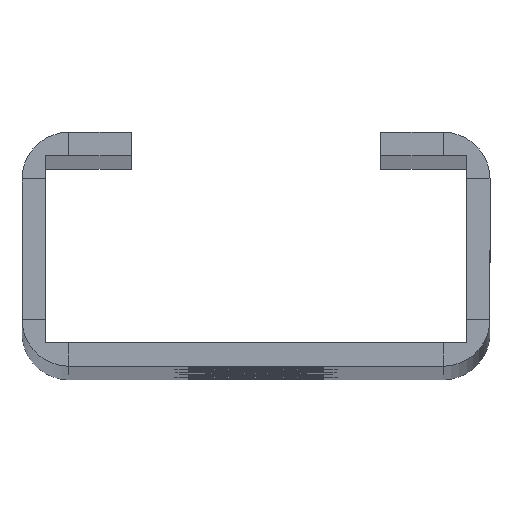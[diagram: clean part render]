
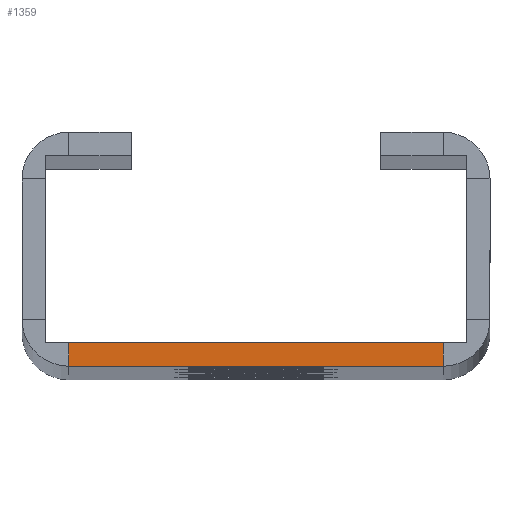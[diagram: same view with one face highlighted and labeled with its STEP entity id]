
A CAD part, top view. The second image highlights one B-rep face of the part: STEP entity #1359.
In plain terms, the highlighted planar face has unit normal (0, 0, 1).
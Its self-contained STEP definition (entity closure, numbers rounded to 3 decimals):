
#13 = DIRECTION ( 'NONE',  ( 0., 1., 0. ) ) ;
#40 = VECTOR ( 'NONE', #13, 1000. ) ;
#42 = FACE_OUTER_BOUND ( 'NONE', #1362, .T. ) ;
#257 = LINE ( 'NONE', #525, #3065 ) ;
#259 = EDGE_CURVE ( 'NONE', #3016, #386, #3025, .T. ) ;
#296 = EDGE_CURVE ( 'NONE', #1597, #3016, #257, .T. ) ;
#386 = VERTEX_POINT ( 'NONE', #2137 ) ;
#478 = CARTESIAN_POINT ( 'NONE',  ( -15., 0., 500. ) ) ;
#499 = VECTOR ( 'NONE', #3969, 1000. ) ;
#508 = CARTESIAN_POINT ( 'NONE',  ( -12., 1.5, 500. ) ) ;
#525 = CARTESIAN_POINT ( 'NONE',  ( -12., 1.5, 500. ) ) ;
#654 = DIRECTION ( 'NONE',  ( 0., 0., 1. ) ) ;
#918 = CARTESIAN_POINT ( 'NONE',  ( 12., 0., 500. ) ) ;
#967 = PLANE ( 'NONE',  #1952 ) ;
#987 = CARTESIAN_POINT ( 'NONE',  ( -12., 0., 500. ) ) ;
#1135 = ORIENTED_EDGE ( 'NONE', *, *, #296, .T. ) ;
#1359 = ADVANCED_FACE ( 'NONE', ( #42 ), #967, .T. ) ;
#1362 = EDGE_LOOP ( 'NONE', ( #1464, #3559, #1940, #1135 ) ) ;
#1464 = ORIENTED_EDGE ( 'NONE', *, *, #259, .T. ) ;
#1597 = VERTEX_POINT ( 'NONE', #508 ) ;
#1860 = LINE ( 'NONE', #3768, #4000 ) ;
#1914 = DIRECTION ( 'NONE',  ( 1., 0., 0. ) ) ;
#1940 = ORIENTED_EDGE ( 'NONE', *, *, #3904, .F. ) ;
#1952 = AXIS2_PLACEMENT_3D ( 'NONE', #3847, #654, #1914 ) ;
#2122 = DIRECTION ( 'NONE',  ( 0., -1., 0. ) ) ;
#2137 = CARTESIAN_POINT ( 'NONE',  ( 12., 0., 500. ) ) ;
#2628 = CARTESIAN_POINT ( 'NONE',  ( 12., 1.5, 500. ) ) ;
#2831 = LINE ( 'NONE', #918, #40 ) ;
#3016 = VERTEX_POINT ( 'NONE', #987 ) ;
#3025 = LINE ( 'NONE', #478, #499 ) ;
#3065 = VECTOR ( 'NONE', #2122, 1000. ) ;
#3500 = VERTEX_POINT ( 'NONE', #2628 ) ;
#3559 = ORIENTED_EDGE ( 'NONE', *, *, #3863, .T. ) ;
#3724 = DIRECTION ( 'NONE',  ( 1., 0., 0. ) ) ;
#3768 = CARTESIAN_POINT ( 'NONE',  ( -15., 1.5, 500. ) ) ;
#3847 = CARTESIAN_POINT ( 'NONE',  ( 13.5, 3., 500. ) ) ;
#3863 = EDGE_CURVE ( 'NONE', #386, #3500, #2831, .T. ) ;
#3904 = EDGE_CURVE ( 'NONE', #1597, #3500, #1860, .T. ) ;
#3969 = DIRECTION ( 'NONE',  ( 1., 0., 0. ) ) ;
#4000 = VECTOR ( 'NONE', #3724, 1000. ) ;
